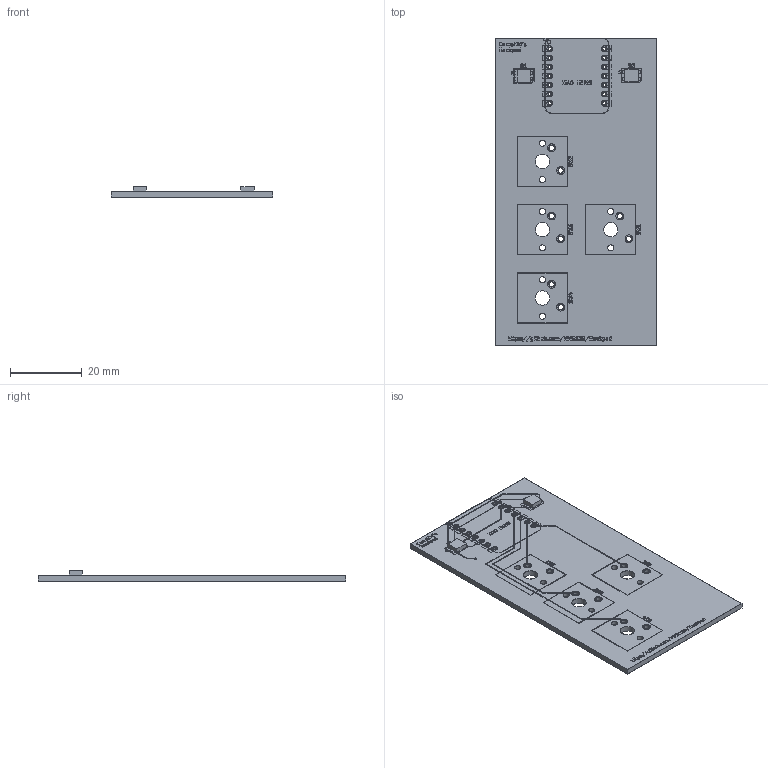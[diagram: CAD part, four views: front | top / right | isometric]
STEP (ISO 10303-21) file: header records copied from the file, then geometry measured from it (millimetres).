
FILE_DESCRIPTION(('KiCad electronic assembly'),'2;1');
FILE_NAME('HackpadPCB.step','2025-12-14T10:39:52',('Pcbnew'),('Kicad'), 'Open CASCADE STEP processor 7.8','KiCad to STEP converter','Unknown' );
FILE_SCHEMA(('AUTOMOTIVE_DESIGN { 1 0 10303 214 1 1 1 1 }'));
Length unit declared in the file: millimetre
Products named in the file (12): HackpadPCB 1; SK6812MINI; Body; Pins; Hackpad_copper; Hackpad_pad; Hackpad_via; Hackpad_silkscreen; Hackpad_soldermask; Hackpad_PCB; HackpadPCB 2
Assembly tree (11 placements, depth 3):
  HackpadPCB 1
    SK6812MINI  x2
      Body
      Pins
    Hackpad_copper
    Hackpad_pad
    Hackpad_via
    Hackpad_silkscreen
    Hackpad_soldermask
    Hackpad_soldermask
    Hackpad_PCB
  HackpadPCB 2
Bounding box: 45.1 x 85.9 x 2.94 mm (x, y, z)
Volume: 5754.8 mm3; surface area: 16542.1 mm2
Topology: 114 solids, 205 shells, 892 faces, 3576 edges, 3003 vertices
Faces by surface type: plane 619, cylinder 273
Full cylindrical faces by diameter (mm): 0.25 x1, 0.275 x2, 0.3 x1, 0.839 x42, 0.889 x28, 1.45 x24, 1.5 x16, 1.524 x28, 1.7 x8, 2.2 x16, 4 x4
Entity records: 39447 total; most frequent: CARTESIAN_POINT 7353, DIRECTION 6292, ORIENTED_EDGE 5175, EDGE_CURVE 3516, VERTEX_POINT 2963, LINE 2488, VECTOR 2488, AXIS2_PLACEMENT_3D 1902
